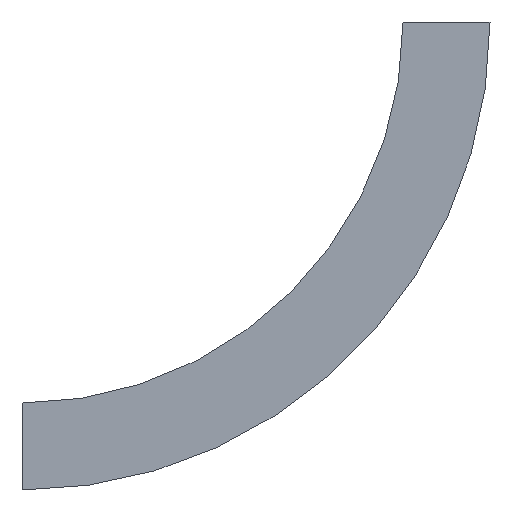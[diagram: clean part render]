
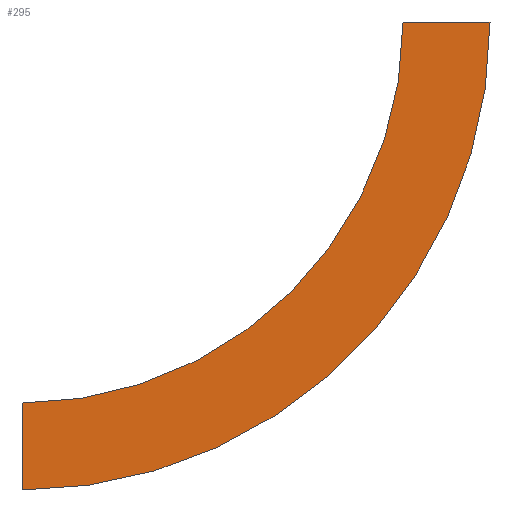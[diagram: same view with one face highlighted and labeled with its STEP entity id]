
A CAD part, front view. The second image highlights one B-rep face of the part: STEP entity #295.
In plain terms, the highlighted planar face has unit normal (0, -1, 0).
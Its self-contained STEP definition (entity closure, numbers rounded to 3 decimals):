
#6 = EDGE_LOOP ( 'NONE', ( #537, #210, #204, #677, #250, #521, #798, #108 ) ) ;
#8 = DIRECTION ( 'NONE',  ( 0., 0., -1. ) ) ;
#28 = DIRECTION ( 'NONE',  ( 0., -1., 0. ) ) ;
#50 = VECTOR ( 'NONE', #494, 1000. ) ;
#102 = VERTEX_POINT ( 'NONE', #636 ) ;
#103 = CARTESIAN_POINT ( 'NONE',  ( 547.5, 0., 0.1 ) ) ;
#108 = ORIENTED_EDGE ( 'NONE', *, *, #649, .T. ) ;
#138 = DIRECTION ( 'NONE',  ( 0., 0., -1. ) ) ;
#161 = FACE_OUTER_BOUND ( 'NONE', #6, .T. ) ;
#172 = EDGE_CURVE ( 'NONE', #215, #381, #479, .T. ) ;
#185 = LINE ( 'NONE', #195, #699 ) ;
#195 = CARTESIAN_POINT ( 'NONE',  ( -0.1, 0., -547.5 ) ) ;
#204 = ORIENTED_EDGE ( 'NONE', *, *, #591, .T. ) ;
#210 = ORIENTED_EDGE ( 'NONE', *, *, #786, .F. ) ;
#213 = DIRECTION ( 'NONE',  ( 0., 0., -1. ) ) ;
#215 = VERTEX_POINT ( 'NONE', #902 ) ;
#228 = DIRECTION ( 'NONE',  ( 0., 0., -1. ) ) ;
#241 = VERTEX_POINT ( 'NONE', #767 ) ;
#250 = ORIENTED_EDGE ( 'NONE', *, *, #529, .T. ) ;
#277 = CARTESIAN_POINT ( 'NONE',  ( 0., 0., -547.5 ) ) ;
#295 = ADVANCED_FACE ( 'NONE', ( #161 ), #426, .T. ) ;
#354 = VERTEX_POINT ( 'NONE', #842 ) ;
#357 = CIRCLE ( 'NONE', #431, 547.5 ) ;
#363 = DIRECTION ( 'NONE',  ( 1., 0., 0. ) ) ;
#366 = VECTOR ( 'NONE', #539, 1000. ) ;
#368 = DIRECTION ( 'NONE',  ( 0., -1., 0. ) ) ;
#381 = VERTEX_POINT ( 'NONE', #633 ) ;
#382 = EDGE_CURVE ( 'NONE', #354, #738, #357, .T. ) ;
#384 = AXIS2_PLACEMENT_3D ( 'NONE', #442, #28, #516 ) ;
#396 = VECTOR ( 'NONE', #138, 1000. ) ;
#404 = LINE ( 'NONE', #621, #396 ) ;
#423 = CARTESIAN_POINT ( 'NONE',  ( 547.5, 0., 0. ) ) ;
#426 = PLANE ( 'NONE',  #583 ) ;
#431 = AXIS2_PLACEMENT_3D ( 'NONE', #501, #654, #213 ) ;
#442 = CARTESIAN_POINT ( 'NONE',  ( 0., 0., 0. ) ) ;
#473 = CARTESIAN_POINT ( 'NONE',  ( -0.1, 0., -672.5 ) ) ;
#479 = LINE ( 'NONE', #473, #366 ) ;
#494 = DIRECTION ( 'NONE',  ( 1., 0., 0. ) ) ;
#501 = CARTESIAN_POINT ( 'NONE',  ( 0., 0., 0. ) ) ;
#515 = VERTEX_POINT ( 'NONE', #103 ) ;
#516 = DIRECTION ( 'NONE',  ( 0., 0., -1. ) ) ;
#521 = ORIENTED_EDGE ( 'NONE', *, *, #869, .F. ) ;
#529 = EDGE_CURVE ( 'NONE', #381, #629, #790, .T. ) ;
#537 = ORIENTED_EDGE ( 'NONE', *, *, #382, .F. ) ;
#539 = DIRECTION ( 'NONE',  ( 1., 0., 0. ) ) ;
#561 = LINE ( 'NONE', #655, #847 ) ;
#564 = CARTESIAN_POINT ( 'NONE',  ( -0.1, 0., -547.5 ) ) ;
#583 = AXIS2_PLACEMENT_3D ( 'NONE', #277, #368, #228 ) ;
#591 = EDGE_CURVE ( 'NONE', #241, #215, #185, .T. ) ;
#605 = DIRECTION ( 'NONE',  ( 0., 0., -1. ) ) ;
#621 = CARTESIAN_POINT ( 'NONE',  ( 547.5, 0., 0.1 ) ) ;
#629 = VERTEX_POINT ( 'NONE', #761 ) ;
#633 = CARTESIAN_POINT ( 'NONE',  ( 0., 0., -672.5 ) ) ;
#636 = CARTESIAN_POINT ( 'NONE',  ( 672.5, 0., 0.1 ) ) ;
#648 = LINE ( 'NONE', #564, #50 ) ;
#649 = EDGE_CURVE ( 'NONE', #515, #738, #404, .T. ) ;
#654 = DIRECTION ( 'NONE',  ( 0., -1., 0. ) ) ;
#655 = CARTESIAN_POINT ( 'NONE',  ( 672.5, 0., 0.1 ) ) ;
#677 = ORIENTED_EDGE ( 'NONE', *, *, #172, .T. ) ;
#699 = VECTOR ( 'NONE', #605, 1000. ) ;
#726 = CARTESIAN_POINT ( 'NONE',  ( 547.5, 0., 0.1 ) ) ;
#738 = VERTEX_POINT ( 'NONE', #423 ) ;
#761 = CARTESIAN_POINT ( 'NONE',  ( 672.5, 0., 0. ) ) ;
#767 = CARTESIAN_POINT ( 'NONE',  ( -0.1, 0., -547.5 ) ) ;
#786 = EDGE_CURVE ( 'NONE', #241, #354, #648, .T. ) ;
#790 = CIRCLE ( 'NONE', #384, 672.5 ) ;
#798 = ORIENTED_EDGE ( 'NONE', *, *, #862, .F. ) ;
#830 = VECTOR ( 'NONE', #363, 1000. ) ;
#842 = CARTESIAN_POINT ( 'NONE',  ( 0., 0., -547.5 ) ) ;
#847 = VECTOR ( 'NONE', #8, 1000. ) ;
#862 = EDGE_CURVE ( 'NONE', #515, #102, #867, .T. ) ;
#867 = LINE ( 'NONE', #726, #830 ) ;
#869 = EDGE_CURVE ( 'NONE', #102, #629, #561, .T. ) ;
#902 = CARTESIAN_POINT ( 'NONE',  ( -0.1, 0., -672.5 ) ) ;
